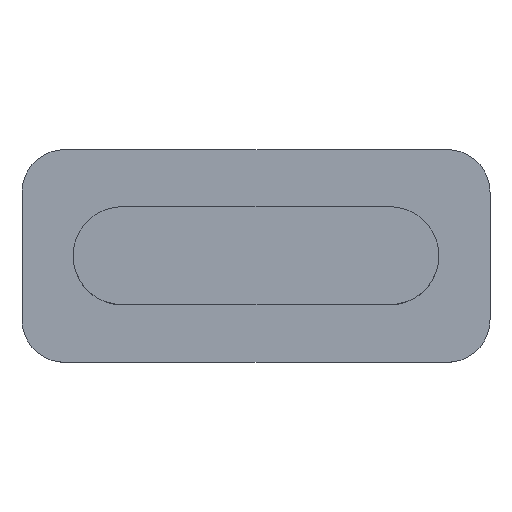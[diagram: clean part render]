
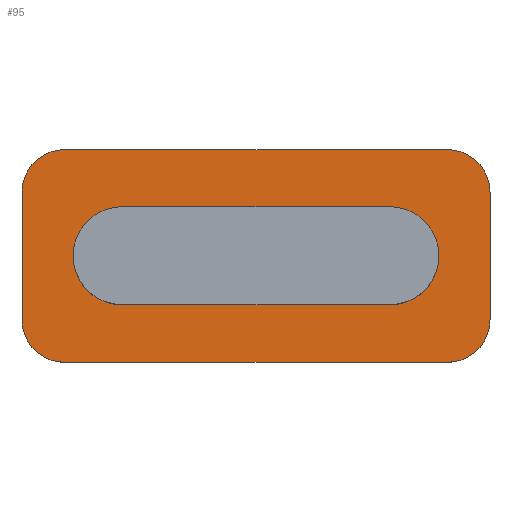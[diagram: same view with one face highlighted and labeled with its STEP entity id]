
A CAD part, top view. The second image highlights one B-rep face of the part: STEP entity #95.
In plain terms, the highlighted planar face has unit normal (0, 0, 1).
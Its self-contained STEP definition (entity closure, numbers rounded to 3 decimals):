
#6 = ORIENTED_EDGE ( 'NONE', *, *, #387, .F. ) ;
#14 = VERTEX_POINT ( 'NONE', #208 ) ;
#15 = EDGE_CURVE ( 'NONE', #404, #465, #169, .T. ) ;
#20 = EDGE_CURVE ( 'NONE', #465, #371, #155, .T. ) ;
#21 = LINE ( 'NONE', #243, #308 ) ;
#33 = DIRECTION ( 'NONE',  ( 0., 0., 1. ) ) ;
#38 = CARTESIAN_POINT ( 'NONE',  ( -5.5, -2.5, 1.1 ) ) ;
#40 = ORIENTED_EDGE ( 'NONE', *, *, #328, .T. ) ;
#41 = EDGE_CURVE ( 'NONE', #371, #101, #342, .T. ) ;
#45 = ORIENTED_EDGE ( 'NONE', *, *, #269, .T. ) ;
#58 = CARTESIAN_POINT ( 'NONE',  ( -4.5, 2.5, 1.1 ) ) ;
#63 = DIRECTION ( 'NONE',  ( 1., 0., 0. ) ) ;
#65 = CIRCLE ( 'NONE', #143, 1. ) ;
#70 = LINE ( 'NONE', #306, #439 ) ;
#76 = VERTEX_POINT ( 'NONE', #346 ) ;
#95 = ADVANCED_FACE ( 'NONE', ( #554, #558 ), #124, .T. ) ;
#100 = DIRECTION ( 'NONE',  ( 1., 0., 0. ) ) ;
#101 = VERTEX_POINT ( 'NONE', #480 ) ;
#112 = DIRECTION ( 'NONE',  ( 1., 0., 0. ) ) ;
#121 = DIRECTION ( 'NONE',  ( 1., 0., 0. ) ) ;
#123 = CARTESIAN_POINT ( 'NONE',  ( 5.5, 2.5, 1.1 ) ) ;
#124 = PLANE ( 'NONE',  #128 ) ;
#126 = CIRCLE ( 'NONE', #364, 1. ) ;
#128 = AXIS2_PLACEMENT_3D ( 'NONE', #307, #476, #176 ) ;
#132 = AXIS2_PLACEMENT_3D ( 'NONE', #481, #184, #483 ) ;
#134 = ORIENTED_EDGE ( 'NONE', *, *, #264, .T. ) ;
#136 = LINE ( 'NONE', #442, #496 ) ;
#143 = AXIS2_PLACEMENT_3D ( 'NONE', #388, #33, #112 ) ;
#147 = ORIENTED_EDGE ( 'NONE', *, *, #522, .T. ) ;
#148 = CARTESIAN_POINT ( 'NONE',  ( 4.5, 2.5, 1.1 ) ) ;
#155 = CIRCLE ( 'NONE', #344, 1.15 ) ;
#156 = EDGE_CURVE ( 'NONE', #528, #226, #65, .T. ) ;
#159 = DIRECTION ( 'NONE',  ( 0., 0., 1. ) ) ;
#161 = CARTESIAN_POINT ( 'NONE',  ( -3.15, -1.15, 1.1 ) ) ;
#169 = CIRCLE ( 'NONE', #449, 1.15 ) ;
#172 = CARTESIAN_POINT ( 'NONE',  ( 4.5, 1.5, 1.1 ) ) ;
#176 = DIRECTION ( 'NONE',  ( 1., 0., 0. ) ) ;
#184 = DIRECTION ( 'NONE',  ( 0., 0., 1. ) ) ;
#190 = EDGE_LOOP ( 'NONE', ( #251, #40, #239, #147, #45, #134, #535, #193 ) ) ;
#193 = ORIENTED_EDGE ( 'NONE', *, *, #156, .T. ) ;
#195 = CARTESIAN_POINT ( 'NONE',  ( -4.3, 0., 1.1 ) ) ;
#197 = EDGE_CURVE ( 'NONE', #443, #542, #502, .T. ) ;
#198 = AXIS2_PLACEMENT_3D ( 'NONE', #172, #159, #471 ) ;
#206 = DIRECTION ( 'NONE',  ( 0., 0., 1. ) ) ;
#208 = CARTESIAN_POINT ( 'NONE',  ( -5.5, -1.5, 1.1 ) ) ;
#213 = EDGE_CURVE ( 'NONE', #226, #14, #70, .T. ) ;
#215 = DIRECTION ( 'NONE',  ( 0., -1., 0. ) ) ;
#220 = CARTESIAN_POINT ( 'NONE',  ( -3.15, 1.15, 1.1 ) ) ;
#226 = VERTEX_POINT ( 'NONE', #255 ) ;
#230 = DIRECTION ( 'NONE',  ( -1., 0., 0. ) ) ;
#239 = ORIENTED_EDGE ( 'NONE', *, *, #197, .T. ) ;
#243 = CARTESIAN_POINT ( 'NONE',  ( -5.5, 2.5, 1.1 ) ) ;
#245 = CIRCLE ( 'NONE', #557, 1.15 ) ;
#251 = ORIENTED_EDGE ( 'NONE', *, *, #213, .T. ) ;
#255 = CARTESIAN_POINT ( 'NONE',  ( -5.5, 1.5, 1.1 ) ) ;
#264 = EDGE_CURVE ( 'NONE', #76, #495, #408, .T. ) ;
#269 = EDGE_CURVE ( 'NONE', #426, #76, #348, .T. ) ;
#287 = EDGE_CURVE ( 'NONE', #101, #460, #245, .T. ) ;
#291 = CARTESIAN_POINT ( 'NONE',  ( -3.15, 0., 1.1 ) ) ;
#292 = CARTESIAN_POINT ( 'NONE',  ( 3.15, 0., 1.1 ) ) ;
#294 = CARTESIAN_POINT ( 'NONE',  ( -3.15, 0., 1.1 ) ) ;
#306 = CARTESIAN_POINT ( 'NONE',  ( -5.5, 2.5, 1.1 ) ) ;
#307 = CARTESIAN_POINT ( 'NONE',  ( 0., 0., 1.1 ) ) ;
#308 = VECTOR ( 'NONE', #532, 1000. ) ;
#309 = CARTESIAN_POINT ( 'NONE',  ( -3.15, -1.15, 1.1 ) ) ;
#323 = CARTESIAN_POINT ( 'NONE',  ( 3.15, 1.15, 1.1 ) ) ;
#324 = ORIENTED_EDGE ( 'NONE', *, *, #20, .F. ) ;
#327 = ORIENTED_EDGE ( 'NONE', *, *, #41, .F. ) ;
#328 = EDGE_CURVE ( 'NONE', #14, #443, #437, .T. ) ;
#330 = ORIENTED_EDGE ( 'NONE', *, *, #15, .F. ) ;
#342 = LINE ( 'NONE', #161, #487 ) ;
#344 = AXIS2_PLACEMENT_3D ( 'NONE', #291, #463, #121 ) ;
#346 = CARTESIAN_POINT ( 'NONE',  ( 5.5, 1.5, 1.1 ) ) ;
#348 = LINE ( 'NONE', #123, #350 ) ;
#350 = VECTOR ( 'NONE', #469, 1000. ) ;
#358 = EDGE_LOOP ( 'NONE', ( #330, #6, #546, #327, #324 ) ) ;
#359 = CARTESIAN_POINT ( 'NONE',  ( 5.5, -1.5, 1.1 ) ) ;
#364 = AXIS2_PLACEMENT_3D ( 'NONE', #541, #454, #100 ) ;
#368 = VECTOR ( 'NONE', #393, 1000. ) ;
#371 = VERTEX_POINT ( 'NONE', #309 ) ;
#387 = EDGE_CURVE ( 'NONE', #460, #404, #136, .T. ) ;
#388 = CARTESIAN_POINT ( 'NONE',  ( -4.5, 1.5, 1.1 ) ) ;
#393 = DIRECTION ( 'NONE',  ( 1., 0., 0. ) ) ;
#400 = CARTESIAN_POINT ( 'NONE',  ( -4.5, -2.5, 1.1 ) ) ;
#404 = VERTEX_POINT ( 'NONE', #220 ) ;
#408 = CIRCLE ( 'NONE', #198, 1. ) ;
#424 = DIRECTION ( 'NONE',  ( 1., 0., 0. ) ) ;
#426 = VERTEX_POINT ( 'NONE', #359 ) ;
#431 = DIRECTION ( 'NONE',  ( 1., 0., 0. ) ) ;
#437 = CIRCLE ( 'NONE', #132, 1. ) ;
#439 = VECTOR ( 'NONE', #215, 1000. ) ;
#442 = CARTESIAN_POINT ( 'NONE',  ( -3.15, 1.15, 1.1 ) ) ;
#443 = VERTEX_POINT ( 'NONE', #400 ) ;
#449 = AXIS2_PLACEMENT_3D ( 'NONE', #294, #206, #431 ) ;
#454 = DIRECTION ( 'NONE',  ( 0., 0., 1. ) ) ;
#458 = EDGE_CURVE ( 'NONE', #495, #528, #21, .T. ) ;
#459 = CARTESIAN_POINT ( 'NONE',  ( 4.5, -2.5, 1.1 ) ) ;
#460 = VERTEX_POINT ( 'NONE', #323 ) ;
#463 = DIRECTION ( 'NONE',  ( 0., 0., 1. ) ) ;
#465 = VERTEX_POINT ( 'NONE', #195 ) ;
#469 = DIRECTION ( 'NONE',  ( 0., 1., 0. ) ) ;
#471 = DIRECTION ( 'NONE',  ( 1., 0., 0. ) ) ;
#476 = DIRECTION ( 'NONE',  ( 0., 0., 1. ) ) ;
#480 = CARTESIAN_POINT ( 'NONE',  ( 3.15, -1.15, 1.1 ) ) ;
#481 = CARTESIAN_POINT ( 'NONE',  ( -4.5, -1.5, 1.1 ) ) ;
#483 = DIRECTION ( 'NONE',  ( 1., 0., 0. ) ) ;
#487 = VECTOR ( 'NONE', #63, 1000. ) ;
#495 = VERTEX_POINT ( 'NONE', #148 ) ;
#496 = VECTOR ( 'NONE', #230, 1000. ) ;
#502 = LINE ( 'NONE', #38, #368 ) ;
#506 = DIRECTION ( 'NONE',  ( 0., 0., 1. ) ) ;
#522 = EDGE_CURVE ( 'NONE', #542, #426, #126, .T. ) ;
#528 = VERTEX_POINT ( 'NONE', #58 ) ;
#532 = DIRECTION ( 'NONE',  ( -1., 0., 0. ) ) ;
#535 = ORIENTED_EDGE ( 'NONE', *, *, #458, .T. ) ;
#541 = CARTESIAN_POINT ( 'NONE',  ( 4.5, -1.5, 1.1 ) ) ;
#542 = VERTEX_POINT ( 'NONE', #459 ) ;
#546 = ORIENTED_EDGE ( 'NONE', *, *, #287, .F. ) ;
#554 = FACE_BOUND ( 'NONE', #358, .T. ) ;
#557 = AXIS2_PLACEMENT_3D ( 'NONE', #292, #506, #424 ) ;
#558 = FACE_OUTER_BOUND ( 'NONE', #190, .T. ) ;
